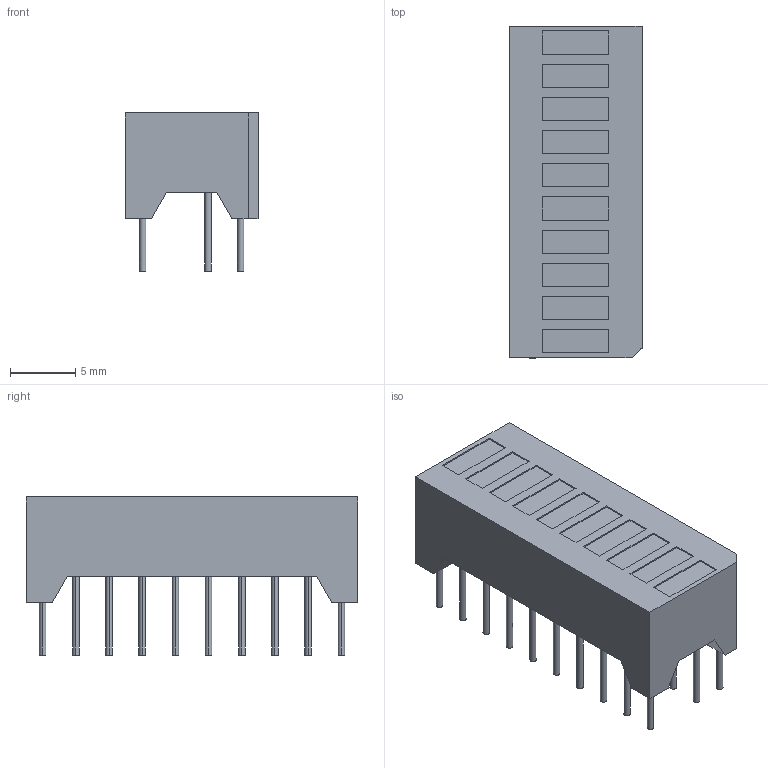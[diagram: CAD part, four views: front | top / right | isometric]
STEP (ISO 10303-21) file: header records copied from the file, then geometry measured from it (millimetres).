
FILE_DESCRIPTION (( 'STEP AP214' ), '1' );
FILE_NAME ('User Library-XGURUGX10D.STEP', '2018-05-27T08:21:06', ( '' ), ( '' ), 'SwSTEP 2.0', 'SolidWorks 2018', '' );
FILE_SCHEMA (( 'AUTOMOTIVE_DESIGN' ));
Length unit declared in the file: millimetre
Products named in the file (1): User Library-XGURUGX10D
Bounding box: 10.21 x 25.4 x 12.1 mm (x, y, z)
Volume: 1650.8 mm3; surface area: 1297.2 mm2
Topology: 1 solids, 1 shells, 306 faces, 753 edges, 502 vertices
Faces by surface type: plane 189, cylinder 60, bspline 57
Entity records: 11709 total; most frequent: CARTESIAN_POINT 2303, ORIENTED_EDGE 1506, DIRECTION 1259, EDGE_CURVE 753, VECTOR 519, LINE 519, VERTEX_POINT 502, AXIS2_PLACEMENT_3D 370
